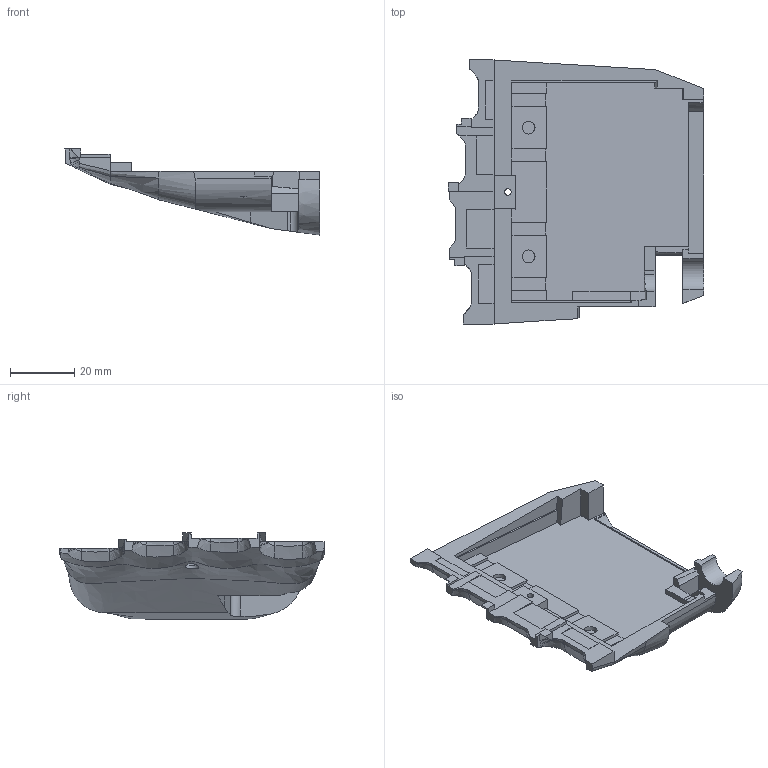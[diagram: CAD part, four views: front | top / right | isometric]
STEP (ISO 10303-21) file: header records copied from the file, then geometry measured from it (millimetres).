
FILE_DESCRIPTION(/* description */ (''),/* implementation_level */ '2;1');
FILE_NAME(/* name */ 'Palm.step',/* time_stamp */ '2019-01-12T21:49:12+01:00',/* author */ (''),/* organization */ (''),/* preprocessor_version */ 'ST-DEVELOPER v17.2',/* originating_system */ 'Autodesk Translation Framework v7.6.0.251',/* authorisation */ '');
FILE_SCHEMA (('AUTOMOTIVE_DESIGN { 1 0 10303 214 3 1 1 }'));
Length unit declared in the file: millimetre
Products named in the file (1): Deckel
Bounding box: 79.28 x 82 x 26.72 mm (x, y, z)
Volume: 28067.8 mm3; surface area: 15919.7 mm2
Topology: 1 solids, 1 shells, 250 faces, 721 edges, 481 vertices
Faces by surface type: plane 147, bspline 66, cylinder 28, torus 9
Full cylindrical faces by diameter (mm): 2 x3, 4 x2, 4.3 x1
Entity records: 10380 total; most frequent: CARTESIAN_POINT 4203, ORIENTED_EDGE 1442, DIRECTION 1041, EDGE_CURVE 721, VERTEX_POINT 481, LINE 427, VECTOR 427, AXIS2_PLACEMENT_3D 307
